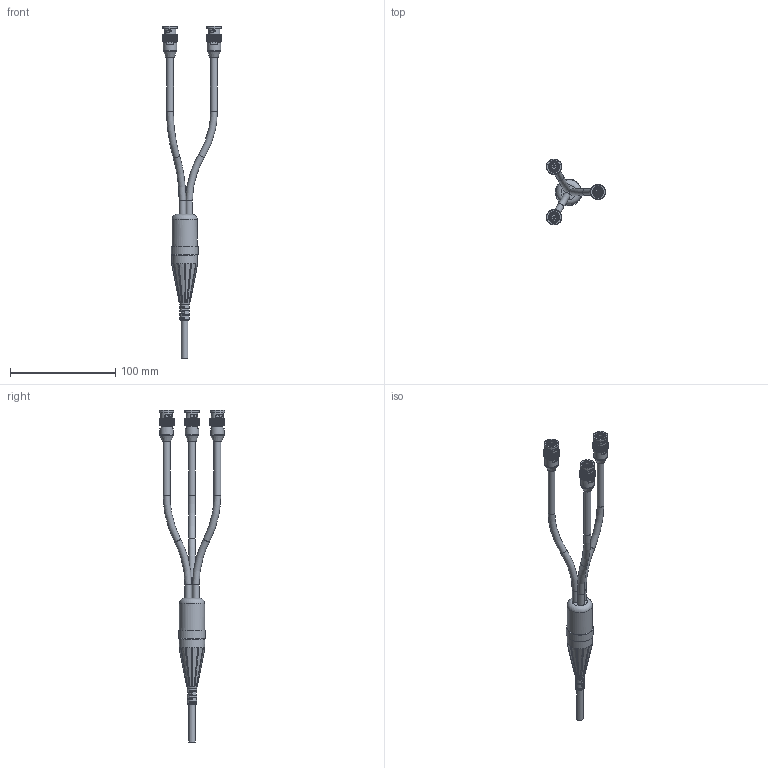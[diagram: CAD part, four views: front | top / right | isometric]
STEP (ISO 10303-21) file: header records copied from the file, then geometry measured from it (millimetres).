
FILE_DESCRIPTION(/* description */ (''),/* implementation_level */ '2;1');
FILE_NAME(/* name */ 'F3C.stp',/* time_stamp */ '2017-04-28T08:51:27-04:00',/* author */ ('aneininger'),/* organization */ ('CONNECTION TECHNOLOGY CENTER'),/* preprocessor_version */ 'ST-DEVELOPER v16.5',/* originating_system */ 'Autodesk Inventor 2017',/* authorisation */ '');
FILE_SCHEMA (('AUTOMOTIVE_DESIGN { 1 0 10303 214 3 1 1 }'));
Length unit declared in the file: inch
Products named in the file (1): Part4
Bounding box: 56.17 x 62.62 x 315.09 mm (x, y, z)
Volume: 56701.7 mm3; surface area: 29620.2 mm2
Topology: 1 solids, 1 shells, 1480 faces, 4104 edges, 2661 vertices
Faces by surface type: plane 633, cylinder 612, bspline 132, torus 89, cone 14
Full cylindrical faces by diameter (mm): 1.981 x3, 2.032 x3, 4.953 x3, 6.223 x1, 6.35 x6, 6.353 x3, 6.604 x3, 8.89 x1, 9.944 x3, 11.303 x3, 12.7 x6, 13.843 x3, 23.876 x1, 24.13 x1, 25.4 x1
Entity records: 58612 total; most frequent: CARTESIAN_POINT 20606, ORIENTED_EDGE 8002, DIRECTION 7194, EDGE_CURVE 4001, AXIS2_PLACEMENT_3D 2735, VERTEX_POINT 2635, LINE 1724, VECTOR 1724
